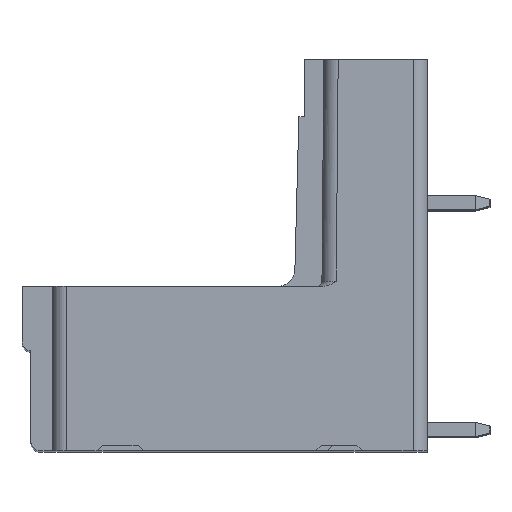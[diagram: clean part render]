
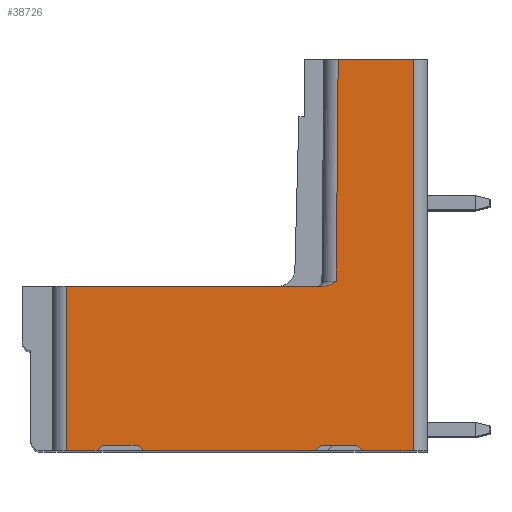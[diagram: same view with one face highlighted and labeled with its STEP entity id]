
A CAD part, top view. The second image highlights one B-rep face of the part: STEP entity #38726.
In plain terms, the highlighted planar face has unit normal (0, 0, 1).
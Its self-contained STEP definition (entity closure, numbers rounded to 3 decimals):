
#4634=DIRECTION('',(1.,0.,0.));
#4635=VECTOR('',#4634,1.7);
#4636=CARTESIAN_POINT('',(-20.194,0.,
-65.493));
#4637=LINE('',#4636,#4635);
#4658=DIRECTION('',(1.,0.,0.));
#4659=VECTOR('',#4658,9.65);
#4660=CARTESIAN_POINT('',(-15.894,0.,
-65.493));
#4661=LINE('',#4660,#4659);
#5528=DIRECTION('',(-1.,0.,0.));
#5529=VECTOR('',#5528,14.337);
#5530=CARTESIAN_POINT('',(-5.857,9.2,
-65.493));
#5531=LINE('',#5530,#5529);
#5849=CARTESIAN_POINT('',(-5.857,9.2,
-65.493));
#5850=CARTESIAN_POINT('',(-5.826,9.2,
-65.493));
#5851=CARTESIAN_POINT('',(-5.76,9.204,
-65.493));
#5852=CARTESIAN_POINT('',(-5.649,9.226,
-65.493));
#5853=CARTESIAN_POINT('',(-5.528,9.266,
-65.493));
#5854=CARTESIAN_POINT('',(-5.398,9.326,
-65.493));
#5855=CARTESIAN_POINT('',(-5.257,9.404,
-65.493));
#5856=CARTESIAN_POINT('',(-5.155,9.467,
-65.493));
#5857=CARTESIAN_POINT('',(-5.102,9.5,
-65.493));
#5859=DIRECTION('',(0.009,1.,0.));
#5860=VECTOR('',#5859,12.4);
#5861=CARTESIAN_POINT('',(-5.102,9.5,
-65.493));
#5862=LINE('',#5861,#5860);
#5863=DIRECTION('',(-1.,0.,0.));
#5864=VECTOR('',#5863,2.85);
#5865=CARTESIAN_POINT('',(-0.794,0.,
-65.493));
#5866=LINE('',#5865,#5864);
#5867=DIRECTION('',(-0.707,0.707,0.));
#5868=VECTOR('',#5867,0.424);
#5869=CARTESIAN_POINT('',(-3.644,0.,
-65.493));
#5870=LINE('',#5869,#5868);
#5871=DIRECTION('',(-1.,0.,0.));
#5872=VECTOR('',#5871,2.);
#5873=CARTESIAN_POINT('',(-3.944,0.3,
-65.493));
#5874=LINE('',#5873,#5872);
#5875=DIRECTION('',(-0.707,-0.707,0.));
#5876=VECTOR('',#5875,0.424);
#5877=CARTESIAN_POINT('',(-5.944,0.3,
-65.493));
#5878=LINE('',#5877,#5876);
#5879=DIRECTION('',(-0.707,0.707,0.));
#5880=VECTOR('',#5879,0.424);
#5881=CARTESIAN_POINT('',(-15.894,0.,
-65.493));
#5882=LINE('',#5881,#5880);
#5883=DIRECTION('',(-1.,0.,0.));
#5884=VECTOR('',#5883,2.);
#5885=CARTESIAN_POINT('',(-16.194,0.3,
-65.493));
#5886=LINE('',#5885,#5884);
#5887=DIRECTION('',(-0.707,-0.707,0.));
#5888=VECTOR('',#5887,0.424);
#5889=CARTESIAN_POINT('',(-18.194,0.3,
-65.493));
#5890=LINE('',#5889,#5888);
#5891=CARTESIAN_POINT('',(-5.857,9.2,
-65.493));
#6220=DIRECTION('',(-1.,0.,0.));
#6221=VECTOR('',#6220,4.2);
#6222=CARTESIAN_POINT('',(-0.794,21.9,-65.493));
#6223=LINE('',#6222,#6221);
#15502=DIRECTION('',(0.,1.,0.));
#15503=VECTOR('',#15502,21.9);
#15504=CARTESIAN_POINT('',(-0.794,0.,
-65.493));
#15505=LINE('',#15504,#15503);
#15527=DIRECTION('',(0.,-1.,0.));
#15528=VECTOR('',#15527,9.2);
#15529=CARTESIAN_POINT('',(-20.194,9.2,-65.493));
#15530=LINE('',#15529,#15528);
#24407=VERTEX_POINT('',#5891);
#24408=CARTESIAN_POINT('',(-20.194,9.2,-65.493));
#24409=VERTEX_POINT('',#24408);
#24460=CARTESIAN_POINT('',(-0.794,21.9,-65.493));
#24461=VERTEX_POINT('',#24460);
#24462=CARTESIAN_POINT('',(-4.994,21.9,-65.493));
#24463=VERTEX_POINT('',#24462);
#24829=CARTESIAN_POINT('',(-20.194,0.,
-65.493));
#24830=VERTEX_POINT('',#24829);
#24831=CARTESIAN_POINT('',(-18.494,0.,
-65.493));
#24832=VERTEX_POINT('',#24831);
#24845=CARTESIAN_POINT('',(-15.894,0.,
-65.493));
#24846=VERTEX_POINT('',#24845);
#24847=CARTESIAN_POINT('',(-6.244,0.,
-65.493));
#24848=VERTEX_POINT('',#24847);
#24853=CARTESIAN_POINT('',(-3.644,0.,
-65.493));
#24854=VERTEX_POINT('',#24853);
#24855=CARTESIAN_POINT('',(-0.794,0.,
-65.493));
#24856=VERTEX_POINT('',#24855);
#24949=VERTEX_POINT('',#5857);
#24950=CARTESIAN_POINT('',(-3.944,0.3,
-65.493));
#24951=VERTEX_POINT('',#24950);
#24952=CARTESIAN_POINT('',(-5.944,0.3,
-65.493));
#24953=VERTEX_POINT('',#24952);
#24954=CARTESIAN_POINT('',(-16.194,0.3,
-65.493));
#24955=VERTEX_POINT('',#24954);
#24956=CARTESIAN_POINT('',(-18.194,0.3,
-65.493));
#24957=VERTEX_POINT('',#24956);
#38696=CARTESIAN_POINT('',(-6.202,9.5,-65.493));
#38697=DIRECTION('',(0.,0.,1.));
#38698=DIRECTION('',(-1.,0.,0.));
#38699=AXIS2_PLACEMENT_3D('',#38696,#38697,#38698);
#38700=PLANE('',#38699);
#38701=ORIENTED_EDGE('',*,*,#37863,.F.);
#38703=ORIENTED_EDGE('',*,*,#38702,.T.);
#38705=ORIENTED_EDGE('',*,*,#38704,.T.);
#38707=ORIENTED_EDGE('',*,*,#38706,.F.);
#38709=ORIENTED_EDGE('',*,*,#38708,.F.);
#38710=ORIENTED_EDGE('',*,*,#36969,.T.);
#38712=ORIENTED_EDGE('',*,*,#38711,.T.);
#38714=ORIENTED_EDGE('',*,*,#38713,.T.);
#38716=ORIENTED_EDGE('',*,*,#38715,.T.);
#38717=ORIENTED_EDGE('',*,*,#36945,.F.);
#38718=ORIENTED_EDGE('',*,*,#38663,.T.);
#38719=ORIENTED_EDGE('',*,*,#38677,.T.);
#38720=ORIENTED_EDGE('',*,*,#38690,.T.);
#38721=ORIENTED_EDGE('',*,*,#36929,.F.);
#38723=ORIENTED_EDGE('',*,*,#38722,.F.);
#38724=EDGE_LOOP('',(#38701,#38703,#38705,#38707,#38709,#38710,#38712,#38714,
#38716,#38717,#38718,#38719,#38720,#38721,#38723));
#38725=FACE_OUTER_BOUND('',#38724,.F.);
#38726=ADVANCED_FACE('',(#38725),#38700,.T.);
#5858=B_SPLINE_CURVE_WITH_KNOTS('',3,(#5849,#5850,#5851,#5852,#5853,#5854,#5855,
#5856,#5857),.UNSPECIFIED.,.F.,.F.,(4,1,1,1,1,1,4),(0.,0.167,
0.333,0.5,0.667,0.833,1.),
.UNSPECIFIED.);
#36929=EDGE_CURVE('',#24830,#24832,#4637,.T.);
#36945=EDGE_CURVE('',#24846,#24848,#4661,.T.);
#36969=EDGE_CURVE('',#24856,#24854,#5866,.T.);
#37863=EDGE_CURVE('',#24407,#24409,#5531,.T.);
#38663=EDGE_CURVE('',#24846,#24955,#5882,.T.);
#38677=EDGE_CURVE('',#24955,#24957,#5886,.T.);
#38690=EDGE_CURVE('',#24957,#24832,#5890,.T.);
#38702=EDGE_CURVE('',#24407,#24949,#5858,.T.);
#38704=EDGE_CURVE('',#24949,#24463,#5862,.T.);
#38706=EDGE_CURVE('',#24461,#24463,#6223,.T.);
#38708=EDGE_CURVE('',#24856,#24461,#15505,.T.);
#38711=EDGE_CURVE('',#24854,#24951,#5870,.T.);
#38713=EDGE_CURVE('',#24951,#24953,#5874,.T.);
#38715=EDGE_CURVE('',#24953,#24848,#5878,.T.);
#38722=EDGE_CURVE('',#24409,#24830,#15530,.T.);
